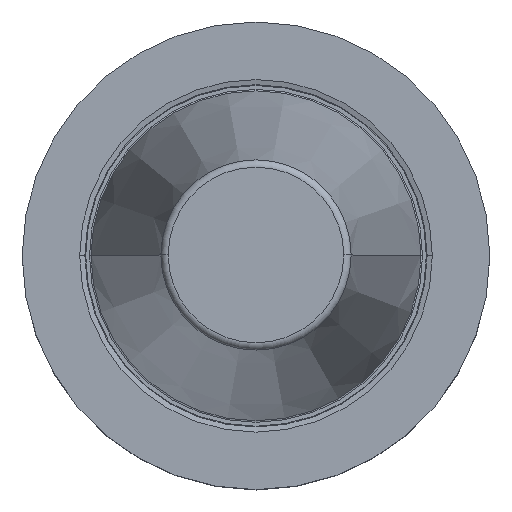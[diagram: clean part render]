
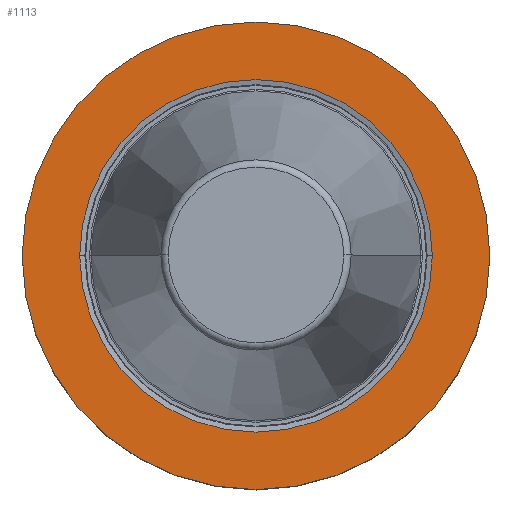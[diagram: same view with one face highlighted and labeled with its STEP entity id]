
A CAD part, top view. The second image highlights one B-rep face of the part: STEP entity #1113.
In plain terms, the highlighted planar face has unit normal (0, 0, 1).
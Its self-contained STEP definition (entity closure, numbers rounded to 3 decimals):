
#112=CARTESIAN_POINT('',(0.,0.,-2.));
#113=DIRECTION('',(0.,0.,-1.));
#114=DIRECTION('',(1.,0.,0.));
#115=AXIS2_PLACEMENT_3D('',#112,#113,#114);
#120=CARTESIAN_POINT('',(0.,0.,-2.));
#121=DIRECTION('',(0.,0.,1.));
#122=DIRECTION('',(1.,0.,0.));
#123=AXIS2_PLACEMENT_3D('',#120,#121,#122);
#128=CARTESIAN_POINT('',(0.,0.,-2.));
#129=DIRECTION('',(0.,0.,1.));
#130=DIRECTION('',(1.,0.,0.));
#131=AXIS2_PLACEMENT_3D('',#128,#129,#130);
#136=CARTESIAN_POINT('',(0.,0.,-2.));
#137=DIRECTION('',(0.,0.,1.));
#138=DIRECTION('',(-1.,0.,0.));
#139=AXIS2_PLACEMENT_3D('',#136,#137,#138);
#902=CARTESIAN_POINT('',(31.5,0.,-2.));
#903=CARTESIAN_POINT('',(-31.5,0.,-2.));
#904=VERTEX_POINT('',#902);
#905=VERTEX_POINT('',#903);
#964=CARTESIAN_POINT('',(23.746,0.,-2.));
#965=VERTEX_POINT('',#964);
#968=CARTESIAN_POINT('',(-23.746,0.,-2.));
#969=VERTEX_POINT('',#968);
#1098=CARTESIAN_POINT('',(0.,0.,-2.));
#1099=DIRECTION('',(0.,0.,-1.));
#1100=DIRECTION('',(-1.,0.,0.));
#1101=AXIS2_PLACEMENT_3D('',#1098,#1099,#1100);
#1102=PLANE('',#1101);
#1103=ORIENTED_EDGE('',*,*,#1019,.T.);
#1104=ORIENTED_EDGE('',*,*,#1078,.F.);
#1105=EDGE_LOOP('',(#1103,#1104));
#1106=FACE_OUTER_BOUND('',#1105,.F.);
#1108=ORIENTED_EDGE('',*,*,#1107,.T.);
#1110=ORIENTED_EDGE('',*,*,#1109,.T.);
#1111=EDGE_LOOP('',(#1108,#1110));
#1112=FACE_BOUND('',#1111,.F.);
#1113=ADVANCED_FACE('',(#1106,#1112),#1102,.F.);
#116=CIRCLE('',#115,31.5);
#124=CIRCLE('',#123,31.5);
#132=CIRCLE('',#131,23.746);
#140=CIRCLE('',#139,23.746);
#1019=EDGE_CURVE('',#904,#905,#116,.T.);
#1078=EDGE_CURVE('',#904,#905,#124,.T.);
#1107=EDGE_CURVE('',#965,#969,#132,.T.);
#1109=EDGE_CURVE('',#969,#965,#140,.T.);
